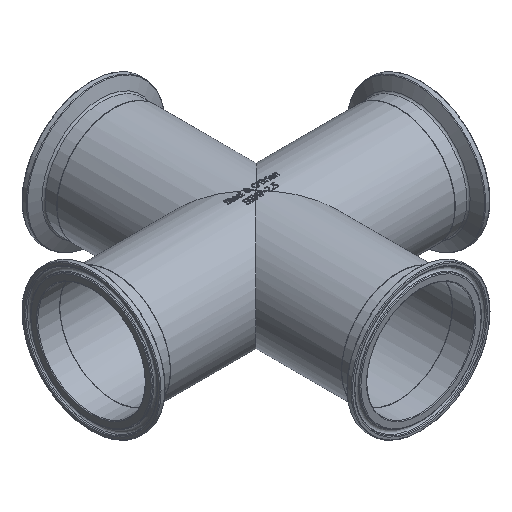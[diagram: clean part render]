
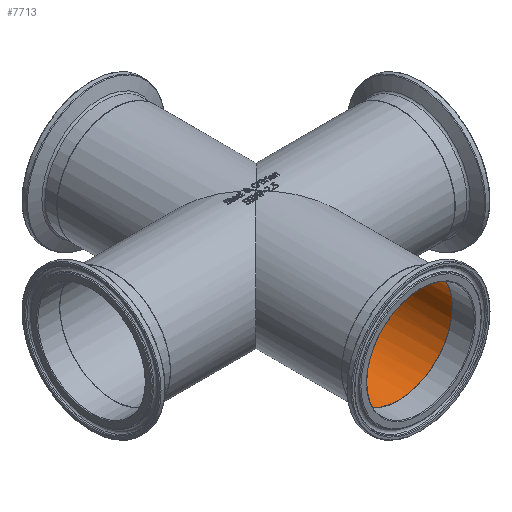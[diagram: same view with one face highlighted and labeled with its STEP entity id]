
A CAD part, isometric view. The second image highlights one B-rep face of the part: STEP entity #7713.
In plain terms, the highlighted cylindrical face has radius 30.099 mm (diameter 60.198 mm), a full revolution.
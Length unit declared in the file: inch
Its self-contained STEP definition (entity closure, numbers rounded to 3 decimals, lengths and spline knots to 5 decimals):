
#175=FACE_BOUND('',#1482,.T.);
#935=FACE_OUTER_BOUND('',#1481,.T.);
#1481=EDGE_LOOP('',(#7047));
#1482=EDGE_LOOP('',(#7048,#7049));
#1555=ELLIPSE('',#8239,1.67584,1.185);
#1556=ELLIPSE('',#8240,1.67584,1.185);
#1765=CIRCLE('',#8238,1.185);
#3785=VERTEX_POINT('',#16749);
#3786=VERTEX_POINT('',#16751);
#3787=VERTEX_POINT('',#16752);
#4879=EDGE_CURVE('',#3785,#3785,#1765,.T.);
#4880=EDGE_CURVE('',#3786,#3787,#1555,.T.);
#4881=EDGE_CURVE('',#3787,#3786,#1556,.T.);
#7047=ORIENTED_EDGE('',*,*,#4879,.F.);
#7048=ORIENTED_EDGE('',*,*,#4880,.F.);
#7049=ORIENTED_EDGE('',*,*,#4881,.F.);
#7140=CYLINDRICAL_SURFACE('',#8237,1.185);
#7713=ADVANCED_FACE('',(#935,#175),#7140,.F.);
#8237=AXIS2_PLACEMENT_3D('',#16748,#9719,#9720);
#8238=AXIS2_PLACEMENT_3D('',#16750,#9721,#9722);
#8239=AXIS2_PLACEMENT_3D('',#16753,#9723,#9724);
#8240=AXIS2_PLACEMENT_3D('',#16754,#9725,#9726);
#9719=DIRECTION('center_axis',(0.,-1.,0.));
#9720=DIRECTION('ref_axis',(-1.,0.,0.));
#9721=DIRECTION('center_axis',(0.,1.,0.));
#9722=DIRECTION('ref_axis',(-1.,0.,0.));
#9723=DIRECTION('center_axis',(-0.707,-0.707,0.));
#9724=DIRECTION('ref_axis',(-0.707,0.707,0.));
#9725=DIRECTION('center_axis',(0.707,-0.707,0.));
#9726=DIRECTION('ref_axis',(-0.707,-0.707,0.));
#16748=CARTESIAN_POINT('Origin',(0.,3.125,0.));
#16749=CARTESIAN_POINT('',(1.185,-3.125,0.));
#16750=CARTESIAN_POINT('Origin',(0.,-3.125,0.));
#16751=CARTESIAN_POINT('',(0.,0.,-1.185));
#16752=CARTESIAN_POINT('',(0.,0.,1.185));
#16753=CARTESIAN_POINT('Origin',(0.,0.,
0.));
#16754=CARTESIAN_POINT('Origin',(0.,0.,
0.));
